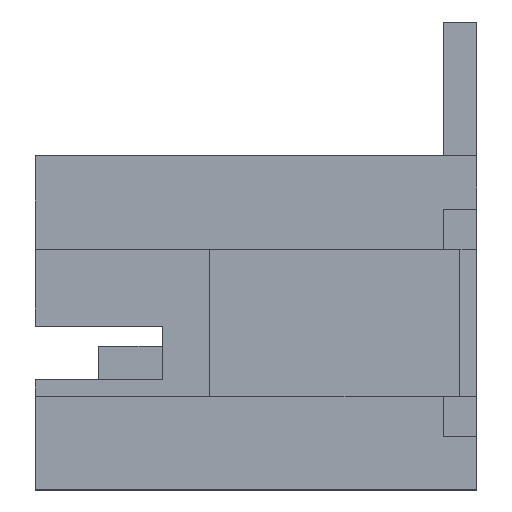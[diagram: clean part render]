
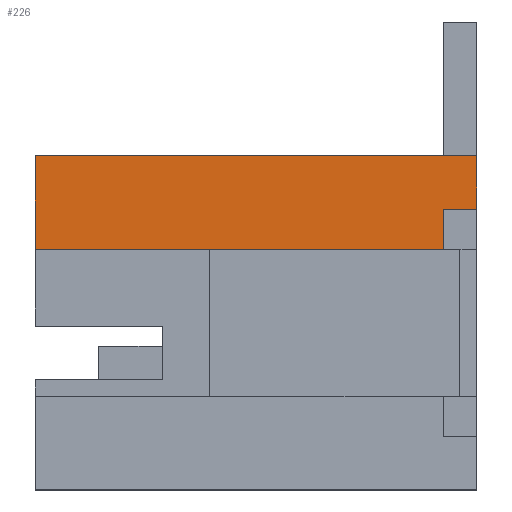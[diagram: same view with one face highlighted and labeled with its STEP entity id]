
A CAD part, left-side view. The second image highlights one B-rep face of the part: STEP entity #226.
In plain terms, the highlighted planar face has unit normal (-1, 0, 0).
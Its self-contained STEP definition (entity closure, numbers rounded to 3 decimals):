
#99 = VERTEX_POINT ( 'NONE', #2615 ) ;
#101 = EDGE_CURVE ( 'NONE', #99, #102, #2614, .T. ) ;
#102 = VERTEX_POINT ( 'NONE', #2610 ) ;
#174 = ORIENTED_EDGE ( 'NONE', *, *, #175, .F. ) ;
#175 = EDGE_CURVE ( 'NONE', #230, #99, #2698, .T. ) ;
#226 = ADVANCED_FACE ( 'NONE', ( #2779 ), #2825, .T. ) ;
#227 = EDGE_LOOP ( 'NONE', ( #228, #232, #235, #238, #240, #174 ) ) ;
#228 = ORIENTED_EDGE ( 'NONE', *, *, #229, .T. ) ;
#229 = EDGE_CURVE ( 'NONE', #230, #231, #2820, .T. ) ;
#230 = VERTEX_POINT ( 'NONE', #2816 ) ;
#231 = VERTEX_POINT ( 'NONE', #2815 ) ;
#232 = ORIENTED_EDGE ( 'NONE', *, *, #233, .T. ) ;
#233 = EDGE_CURVE ( 'NONE', #231, #234, #2814, .T. ) ;
#234 = VERTEX_POINT ( 'NONE', #2810 ) ;
#235 = ORIENTED_EDGE ( 'NONE', *, *, #236, .T. ) ;
#236 = EDGE_CURVE ( 'NONE', #234, #237, #2861, .T. ) ;
#237 = VERTEX_POINT ( 'NONE', #2857 ) ;
#238 = ORIENTED_EDGE ( 'NONE', *, *, #239, .T. ) ;
#239 = EDGE_CURVE ( 'NONE', #237, #102, #2856, .T. ) ;
#240 = ORIENTED_EDGE ( 'NONE', *, *, #101, .F. ) ;
#2610 = CARTESIAN_POINT ( 'NONE',  ( 0., 6.6, 16.575 ) ) ;
#2611 = DIRECTION ( 'NONE',  ( 0., 1., 0. ) ) ;
#2612 = VECTOR ( 'NONE', #2611, 1000. ) ;
#2613 = CARTESIAN_POINT ( 'NONE',  ( 0., 0., 16.575 ) ) ;
#2614 = LINE ( 'NONE', #2613, #2612 ) ;
#2615 = CARTESIAN_POINT ( 'NONE',  ( 0., 0.5, 16.575 ) ) ;
#2695 = DIRECTION ( 'NONE',  ( 0., 0., -1. ) ) ;
#2696 = VECTOR ( 'NONE', #2695, 1000. ) ;
#2697 = CARTESIAN_POINT ( 'NONE',  ( 0., 0.5, 13.775 ) ) ;
#2698 = LINE ( 'NONE', #2697, #2696 ) ;
#2779 = FACE_OUTER_BOUND ( 'NONE', #227, .T. ) ;
#2810 = CARTESIAN_POINT ( 'NONE',  ( 0., 0., 17.975 ) ) ;
#2811 = DIRECTION ( 'NONE',  ( 0., 0., 1. ) ) ;
#2812 = VECTOR ( 'NONE', #2811, 1000. ) ;
#2813 = CARTESIAN_POINT ( 'NONE',  ( 0., 0., 17.975 ) ) ;
#2814 = LINE ( 'NONE', #2813, #2812 ) ;
#2815 = CARTESIAN_POINT ( 'NONE',  ( 0., 0., 17.175 ) ) ;
#2816 = CARTESIAN_POINT ( 'NONE',  ( 0., 0.5, 17.175 ) ) ;
#2817 = DIRECTION ( 'NONE',  ( 0., -1., 0. ) ) ;
#2818 = VECTOR ( 'NONE', #2817, 1000. ) ;
#2819 = CARTESIAN_POINT ( 'NONE',  ( 0., 0.5, 17.175 ) ) ;
#2820 = LINE ( 'NONE', #2819, #2818 ) ;
#2821 = DIRECTION ( 'NONE',  ( 0., 0., 1. ) ) ;
#2822 = DIRECTION ( 'NONE',  ( -1., 0., 0. ) ) ;
#2823 = CARTESIAN_POINT ( 'NONE',  ( 0., 6.6, 12.975 ) ) ;
#2824 = AXIS2_PLACEMENT_3D ( 'NONE', #2823, #2822, #2821 ) ;
#2825 = PLANE ( 'NONE',  #2824 ) ;
#2853 = DIRECTION ( 'NONE',  ( 0., 0., -1. ) ) ;
#2854 = VECTOR ( 'NONE', #2853, 1000. ) ;
#2855 = CARTESIAN_POINT ( 'NONE',  ( 0., 6.6, 15.425 ) ) ;
#2856 = LINE ( 'NONE', #2855, #2854 ) ;
#2857 = CARTESIAN_POINT ( 'NONE',  ( 0., 6.6, 17.975 ) ) ;
#2858 = DIRECTION ( 'NONE',  ( 0., 1., 0. ) ) ;
#2859 = VECTOR ( 'NONE', #2858, 1000. ) ;
#2860 = CARTESIAN_POINT ( 'NONE',  ( 0., 6.6, 17.975 ) ) ;
#2861 = LINE ( 'NONE', #2860, #2859 ) ;
